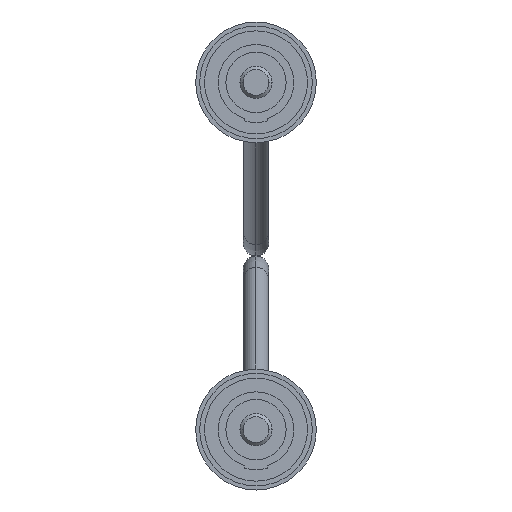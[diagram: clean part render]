
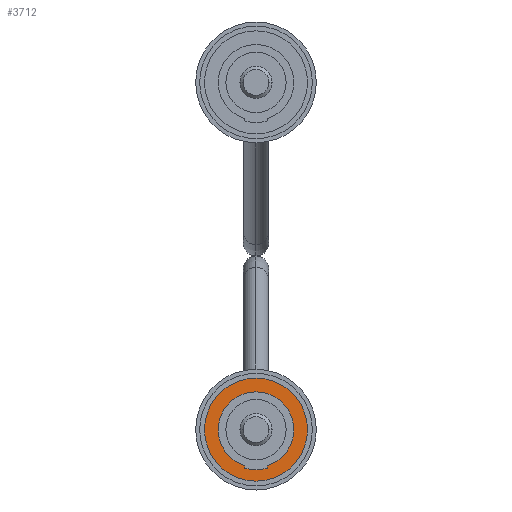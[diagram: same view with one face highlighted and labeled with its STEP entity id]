
A CAD part, left-side view. The second image highlights one B-rep face of the part: STEP entity #3712.
In plain terms, the highlighted face is planar.
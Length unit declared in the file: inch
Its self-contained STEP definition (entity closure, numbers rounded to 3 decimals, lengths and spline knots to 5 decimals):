
#6 = DIRECTION ( 'NONE',  ( 0., 1., 0. ) ) ;
#47 = EDGE_CURVE ( 'NONE', #996, #6087, #4110, .T. ) ;
#74 = VERTEX_POINT ( 'NONE', #1053 ) ;
#94 = ORIENTED_EDGE ( 'NONE', *, *, #1629, .F. ) ;
#500 = DIRECTION ( 'NONE',  ( 0., 1., 0. ) ) ;
#559 = VECTOR ( 'NONE', #1884, 39.37008 ) ;
#626 = AXIS2_PLACEMENT_3D ( 'NONE', #3392, #4717, #1625 ) ;
#802 = CARTESIAN_POINT ( 'NONE',  ( 0., 0.185, -0.16 ) ) ;
#996 = VERTEX_POINT ( 'NONE', #1144 ) ;
#1051 = DIRECTION ( 'NONE',  ( 0., 1., 0. ) ) ;
#1053 = CARTESIAN_POINT ( 'NONE',  ( -0.12, 0.185, 0.035 ) ) ;
#1119 = DIRECTION ( 'NONE',  ( 0., 0., 1. ) ) ;
#1130 = EDGE_LOOP ( 'NONE', ( #5974, #2594 ) ) ;
#1135 = DIRECTION ( 'NONE',  ( 0., 0., 1. ) ) ;
#1144 = CARTESIAN_POINT ( 'NONE',  ( 0., 0.185, -0.1175 ) ) ;
#1215 = EDGE_CURVE ( 'NONE', #4101, #5386, #6405, .T. ) ;
#1236 = CARTESIAN_POINT ( 'NONE',  ( 0., 0.185, 0.1175 ) ) ;
#1510 = DIRECTION ( 'NONE',  ( 0., 1., 0. ) ) ;
#1569 = EDGE_CURVE ( 'NONE', #5386, #4101, #6239, .T. ) ;
#1623 = DIRECTION ( 'NONE',  ( 0., 0., 1. ) ) ;
#1625 = DIRECTION ( 'NONE',  ( 0., 0., 1. ) ) ;
#1629 = EDGE_CURVE ( 'NONE', #4855, #4350, #5883, .T. ) ;
#1766 = DIRECTION ( 'NONE',  ( 0., 1., 0. ) ) ;
#1795 = DIRECTION ( 'NONE',  ( -1., 0., 0. ) ) ;
#1862 = FACE_BOUND ( 'NONE', #5102, .T. ) ;
#1884 = DIRECTION ( 'NONE',  ( 1., 0., 0. ) ) ;
#1938 = VERTEX_POINT ( 'NONE', #2576 ) ;
#2032 = AXIS2_PLACEMENT_3D ( 'NONE', #5218, #500, #1623 ) ;
#2272 = LINE ( 'NONE', #2923, #7201 ) ;
#2576 = CARTESIAN_POINT ( 'NONE',  ( -0.12, 0.185, -0.035 ) ) ;
#2594 = ORIENTED_EDGE ( 'NONE', *, *, #1215, .T. ) ;
#2607 = CARTESIAN_POINT ( 'NONE',  ( 0., 0.185, 0. ) ) ;
#2620 = CARTESIAN_POINT ( 'NONE',  ( -0.11217, 0.185, -0.035 ) ) ;
#2779 = CARTESIAN_POINT ( 'NONE',  ( -0.11217, 0.185, 0.035 ) ) ;
#2828 = AXIS2_PLACEMENT_3D ( 'NONE', #2926, #1051, #1119 ) ;
#2855 = ORIENTED_EDGE ( 'NONE', *, *, #47, .F. ) ;
#2923 = CARTESIAN_POINT ( 'NONE',  ( -0.11217, 0.185, -0.035 ) ) ;
#2926 = CARTESIAN_POINT ( 'NONE',  ( 0., 0.185, 0. ) ) ;
#2974 = PLANE ( 'NONE',  #5276 ) ;
#2978 = AXIS2_PLACEMENT_3D ( 'NONE', #6438, #1510, #5240 ) ;
#3001 = AXIS2_PLACEMENT_3D ( 'NONE', #7265, #1766, #6652 ) ;
#3392 = CARTESIAN_POINT ( 'NONE',  ( 0., 0.185, 0. ) ) ;
#3402 = EDGE_CURVE ( 'NONE', #6087, #1938, #2272, .T. ) ;
#3609 = AXIS2_PLACEMENT_3D ( 'NONE', #2607, #6787, #7325 ) ;
#3712 = ADVANCED_FACE ( 'NONE', ( #6105, #1862 ), #2974, .T. ) ;
#4101 = VERTEX_POINT ( 'NONE', #802 ) ;
#4110 = CIRCLE ( 'NONE', #626, 0.1175 ) ;
#4179 = EDGE_CURVE ( 'NONE', #74, #4855, #6934, .T. ) ;
#4204 = CARTESIAN_POINT ( 'NONE',  ( 0., 0.185, 0. ) ) ;
#4350 = VERTEX_POINT ( 'NONE', #1236 ) ;
#4517 = CIRCLE ( 'NONE', #3001, 0.125 ) ;
#4717 = DIRECTION ( 'NONE',  ( 0., 1., 0. ) ) ;
#4726 = EDGE_CURVE ( 'NONE', #4350, #996, #6784, .T. ) ;
#4855 = VERTEX_POINT ( 'NONE', #2779 ) ;
#5102 = EDGE_LOOP ( 'NONE', ( #5381, #2855, #5515, #94, #7066, #6321 ) ) ;
#5218 = CARTESIAN_POINT ( 'NONE',  ( 0., 0.185, 0. ) ) ;
#5240 = DIRECTION ( 'NONE',  ( 0., 0., 1. ) ) ;
#5276 = AXIS2_PLACEMENT_3D ( 'NONE', #4204, #6, #1135 ) ;
#5381 = ORIENTED_EDGE ( 'NONE', *, *, #3402, .F. ) ;
#5386 = VERTEX_POINT ( 'NONE', #5415 ) ;
#5393 = EDGE_CURVE ( 'NONE', #1938, #74, #4517, .T. ) ;
#5415 = CARTESIAN_POINT ( 'NONE',  ( 0., 0.185, 0.16 ) ) ;
#5515 = ORIENTED_EDGE ( 'NONE', *, *, #4726, .F. ) ;
#5883 = CIRCLE ( 'NONE', #2032, 0.1175 ) ;
#5974 = ORIENTED_EDGE ( 'NONE', *, *, #1569, .T. ) ;
#6087 = VERTEX_POINT ( 'NONE', #2620 ) ;
#6105 = FACE_OUTER_BOUND ( 'NONE', #1130, .T. ) ;
#6205 = CARTESIAN_POINT ( 'NONE',  ( -0.11217, 0.185, 0.035 ) ) ;
#6239 = CIRCLE ( 'NONE', #2828, 0.16 ) ;
#6321 = ORIENTED_EDGE ( 'NONE', *, *, #5393, .F. ) ;
#6405 = CIRCLE ( 'NONE', #2978, 0.16 ) ;
#6438 = CARTESIAN_POINT ( 'NONE',  ( 0., 0.185, 0. ) ) ;
#6652 = DIRECTION ( 'NONE',  ( 0., 0., 1. ) ) ;
#6784 = CIRCLE ( 'NONE', #3609, 0.1175 ) ;
#6787 = DIRECTION ( 'NONE',  ( 0., 1., 0. ) ) ;
#6934 = LINE ( 'NONE', #6205, #559 ) ;
#7066 = ORIENTED_EDGE ( 'NONE', *, *, #4179, .F. ) ;
#7201 = VECTOR ( 'NONE', #1795, 39.37008 ) ;
#7265 = CARTESIAN_POINT ( 'NONE',  ( 0., 0.185, 0. ) ) ;
#7325 = DIRECTION ( 'NONE',  ( 0., 0., 1. ) ) ;
